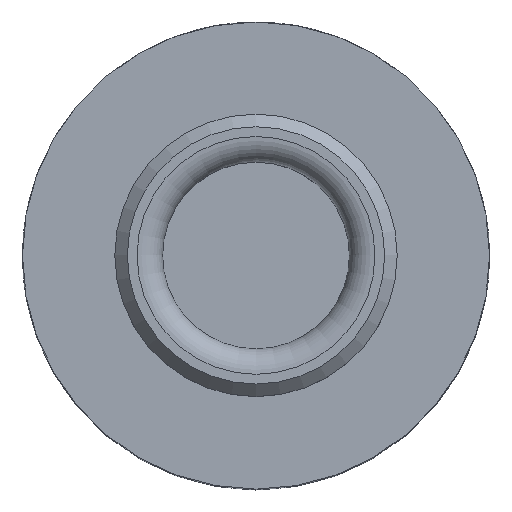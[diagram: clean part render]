
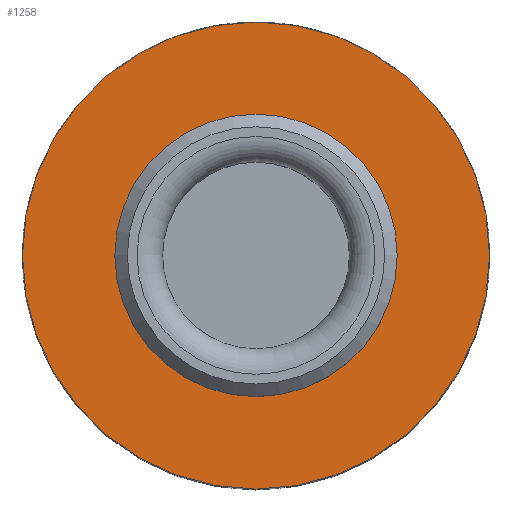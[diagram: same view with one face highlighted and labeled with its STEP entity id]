
A CAD part, top view. The second image highlights one B-rep face of the part: STEP entity #1258.
In plain terms, the highlighted planar face has unit normal (0, 0, 1).
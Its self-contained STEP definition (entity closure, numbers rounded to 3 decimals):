
#173=PLANE('',#1344);
#349=ORIENTED_EDGE('',*,*,#513,.F.);
#350=ORIENTED_EDGE('',*,*,#502,.T.);
#502=EDGE_CURVE('',#589,#589,#620,.T.);
#513=EDGE_CURVE('',#598,#598,#631,.T.);
#589=VERTEX_POINT('',#1924);
#598=VERTEX_POINT('',#1953);
#620=CIRCLE('',#1325,27.5);
#631=CIRCLE('',#1345,15.85);
#694=EDGE_LOOP('',(#349));
#695=EDGE_LOOP('',(#350));
#772=FACE_BOUND('',#694,.T.);
#773=FACE_BOUND('',#695,.T.);
#1258=ADVANCED_FACE('',(#772,#773),#173,.F.);
#1325=AXIS2_PLACEMENT_3D('',#1923,#1512,#1513);
#1344=AXIS2_PLACEMENT_3D('',#1951,#1550,#1551);
#1345=AXIS2_PLACEMENT_3D('',#1952,#1552,#1553);
#1512=DIRECTION('',(0.,0.,1.));
#1513=DIRECTION('',(1.,0.,0.));
#1550=DIRECTION('',(0.,0.,-1.));
#1551=DIRECTION('',(-1.,0.,0.));
#1552=DIRECTION('',(0.,0.,1.));
#1553=DIRECTION('',(1.,0.,0.));
#1923=CARTESIAN_POINT('',(0.,0.,0.));
#1924=CARTESIAN_POINT('',(27.5,0.,0.));
#1951=CARTESIAN_POINT('',(27.5,0.,0.));
#1952=CARTESIAN_POINT('',(0.,0.,0.));
#1953=CARTESIAN_POINT('',(15.85,0.,0.));
